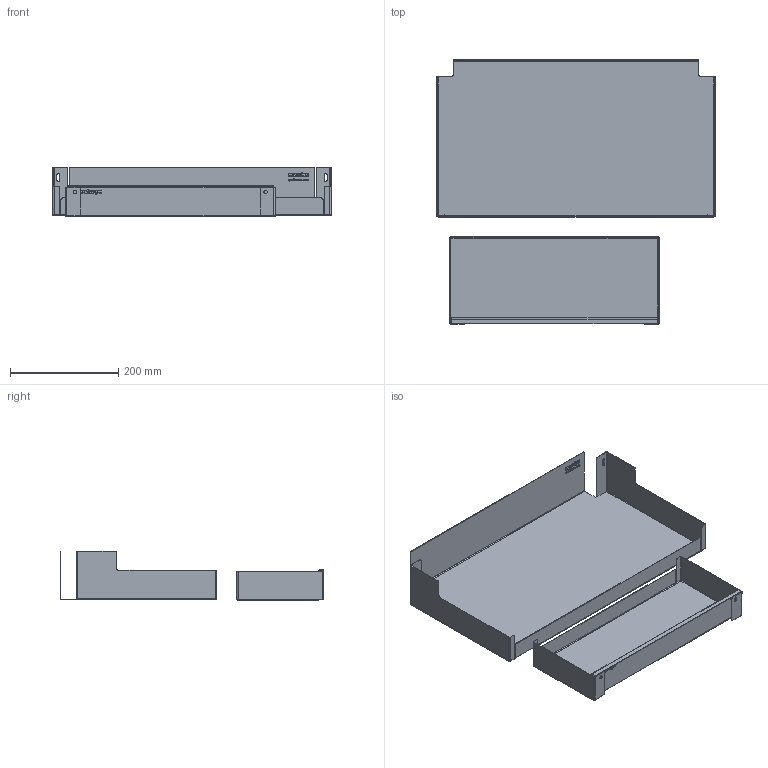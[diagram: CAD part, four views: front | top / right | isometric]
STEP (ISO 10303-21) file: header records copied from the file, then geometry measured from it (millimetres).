
FILE_DESCRIPTION(/* description */ (''),/* implementation_level */ '2;1');
FILE_NAME(/* name */ '3D_100-1228-XX_re_1 106303.stp',/* time_stamp */ '2022-03-17T15:51:18+01:00',/* author */ ('ps'),/* organization */ (''),/* preprocessor_version */ 'ST-DEVELOPER v18.1',/* originating_system */ 'Autodesk Inventor 2021',/* authorisation */ '');
FILE_SCHEMA (('CONFIG_CONTROL_DESIGN'));
Length unit declared in the file: millimetre
Products named in the file (3): Tablar Liro 1/3 und 2/3 re 1er; Liro Tablar 2/3; Liro Tablar 1/3
Assembly tree (2 placements, depth 2):
  Tablar Liro 1/3 und 2/3 re 1er
    Liro Tablar 2/3
    Liro Tablar 1/3
Bounding box: 514.5 x 487.75 x 91.85 mm (x, y, z)
Volume: 444299.5 mm3; surface area: 716311.4 mm2
Topology: 2 solids, 2 shells, 790 faces, 2058 edges, 1336 vertices
Faces by surface type: plane 586, cylinder 180, bspline 16, sphere 8
Full cylindrical faces by diameter (mm): 6.5 x2, 10 x2
Entity records: 26259 total; most frequent: CARTESIAN_POINT 6549, ORIENTED_EDGE 4116, DIRECTION 3932, EDGE_CURVE 2058, LINE 1670, VECTOR 1670, VERTEX_POINT 1336, AXIS2_PLACEMENT_3D 1131
